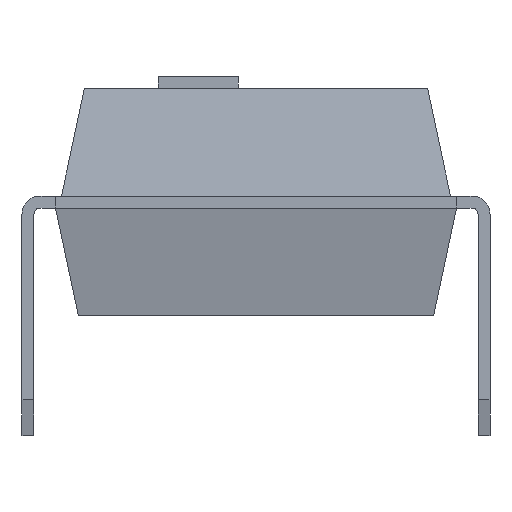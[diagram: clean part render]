
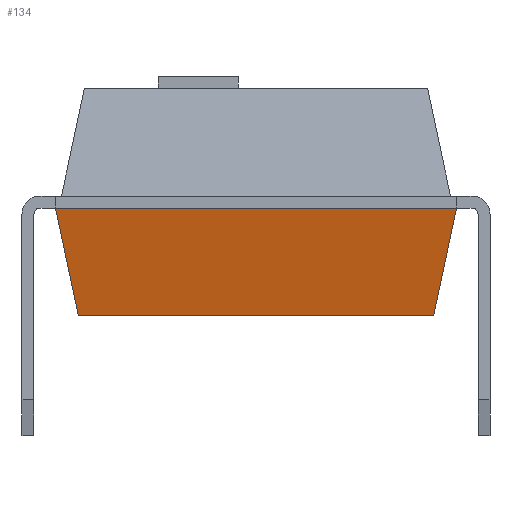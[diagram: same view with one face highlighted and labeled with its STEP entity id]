
A CAD part, left-side view. The second image highlights one B-rep face of the part: STEP entity #134.
In plain terms, the highlighted free-form (B-spline) face has degree [1, 1] with [2, 2] control points.
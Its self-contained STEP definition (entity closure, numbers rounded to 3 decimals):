
#24 = VERTEX_POINT('',#25);
#25 = CARTESIAN_POINT('',(-1.717,6.777,0.));
#31 = EDGE_CURVE('',#24,#32,#34,.T.);
#32 = VERTEX_POINT('',#33);
#33 = CARTESIAN_POINT('',(-1.717,0.843,0.));
#34 = LINE('',#35,#36);
#35 = CARTESIAN_POINT('',(-1.717,6.777,0.));
#36 = VECTOR('',#37,1.);
#37 = DIRECTION('',(0.,-1.,0.));
#62 = EDGE_CURVE('',#24,#63,#65,.T.);
#63 = VERTEX_POINT('',#64);
#64 = CARTESIAN_POINT('',(-2.1,7.16,1.8));
#65 = B_SPLINE_CURVE_WITH_KNOTS('',1,(#66,#67),.UNSPECIFIED.,.F.,.F.,(2,
2),(0.,1.),.PIECEWISE_BEZIER_KNOTS.);
#66 = CARTESIAN_POINT('',(-1.717,6.777,0.));
#67 = CARTESIAN_POINT('',(-2.1,7.16,1.8));
#134 = ADVANCED_FACE('',(#135),#152,.T.);
#135 = FACE_BOUND('',#136,.T.);
#136 = EDGE_LOOP('',(#137,#138,#145,#151));
#137 = ORIENTED_EDGE('',*,*,#31,.T.);
#138 = ORIENTED_EDGE('',*,*,#139,.T.);
#139 = EDGE_CURVE('',#32,#140,#142,.T.);
#140 = VERTEX_POINT('',#141);
#141 = CARTESIAN_POINT('',(-2.1,0.46,1.8));
#142 = B_SPLINE_CURVE_WITH_KNOTS('',1,(#143,#144),.UNSPECIFIED.,.F.,.F.,
(2,2),(0.,1.),.PIECEWISE_BEZIER_KNOTS.);
#143 = CARTESIAN_POINT('',(-1.717,0.843,0.));
#144 = CARTESIAN_POINT('',(-2.1,0.46,1.8));
#145 = ORIENTED_EDGE('',*,*,#146,.F.);
#146 = EDGE_CURVE('',#63,#140,#147,.T.);
#147 = LINE('',#148,#149);
#148 = CARTESIAN_POINT('',(-2.1,7.16,1.8));
#149 = VECTOR('',#150,1.);
#150 = DIRECTION('',(0.,-1.,0.));
#151 = ORIENTED_EDGE('',*,*,#62,.F.);
#152 = B_SPLINE_SURFACE_WITH_KNOTS('',1,1,(
(#153,#154)
,(#155,#156
)),.UNSPECIFIED.,.F.,.F.,.F.,(2,2),(2,2),(0.,6.7),(0.,1.),
.PIECEWISE_BEZIER_KNOTS.);
#153 = CARTESIAN_POINT('',(-1.717,6.777,0.));
#154 = CARTESIAN_POINT('',(-2.1,7.16,1.8));
#155 = CARTESIAN_POINT('',(-1.717,0.843,0.));
#156 = CARTESIAN_POINT('',(-2.1,0.46,1.8));
